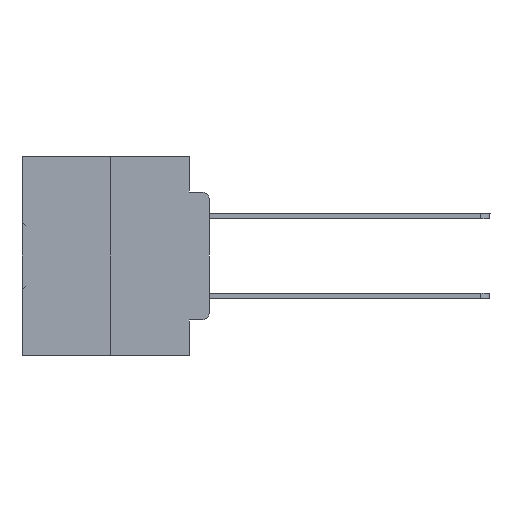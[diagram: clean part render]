
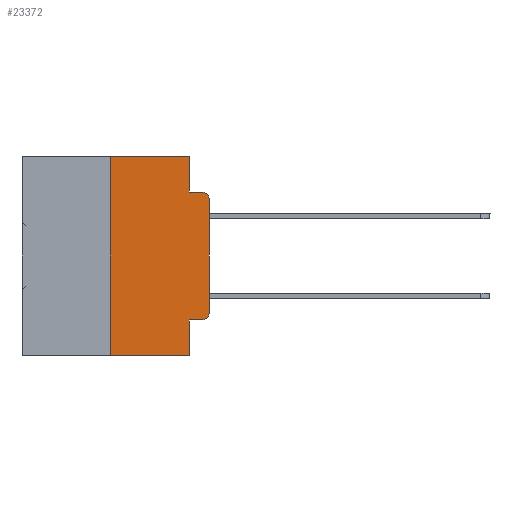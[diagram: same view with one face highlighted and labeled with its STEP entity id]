
A CAD part, left-side view. The second image highlights one B-rep face of the part: STEP entity #23372.
In plain terms, the highlighted planar face has unit normal (-1, 0, 0).
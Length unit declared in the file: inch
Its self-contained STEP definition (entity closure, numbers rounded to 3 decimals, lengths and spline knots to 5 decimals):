
#339 = CARTESIAN_POINT ( 'NONE',  ( 0., 0.051, -0.0885 ) ) ;
#971 = CARTESIAN_POINT ( 'NONE',  ( 0., 0.051, -0.0885 ) ) ;
#1009 = EDGE_CURVE ( 'NONE', #18435, #1668, #2800, .T. ) ;
#1402 = DIRECTION ( 'NONE',  ( -1., 0., 0. ) ) ;
#1576 = CARTESIAN_POINT ( 'NONE',  ( 0., 0.051, -0.4115 ) ) ;
#1668 = VERTEX_POINT ( 'NONE', #20062 ) ;
#1708 = DIRECTION ( 'NONE',  ( 0., 0., -1. ) ) ;
#2124 = CARTESIAN_POINT ( 'NONE',  ( 0., 0.473, 0. ) ) ;
#2440 = DIRECTION ( 'NONE',  ( 0., 0., 1. ) ) ;
#2800 = LINE ( 'NONE', #19101, #14742 ) ;
#3436 = ORIENTED_EDGE ( 'NONE', *, *, #27190, .F. ) ;
#3767 = VERTEX_POINT ( 'NONE', #971 ) ;
#4237 = DIRECTION ( 'NONE',  ( 1., 0., 0. ) ) ;
#4506 = LINE ( 'NONE', #13210, #19108 ) ;
#4567 = CARTESIAN_POINT ( 'NONE',  ( 0., 0.02, -0.3915 ) ) ;
#4920 = DIRECTION ( 'NONE',  ( -1., 0., 0. ) ) ;
#5314 = ORIENTED_EDGE ( 'NONE', *, *, #1009, .F. ) ;
#6019 = VECTOR ( 'NONE', #32393, 39.37008 ) ;
#6511 = ORIENTED_EDGE ( 'NONE', *, *, #7990, .T. ) ;
#7060 = CIRCLE ( 'NONE', #19218, 0.02 ) ;
#7124 = PLANE ( 'NONE',  #26820 ) ;
#7125 = DIRECTION ( 'NONE',  ( 0., 0., 1. ) ) ;
#7262 = CIRCLE ( 'NONE', #23439, 0.02 ) ;
#7990 = EDGE_CURVE ( 'NONE', #35158, #14091, #28786, .T. ) ;
#8083 = DIRECTION ( 'NONE',  ( 0., -1., 0. ) ) ;
#8247 = CARTESIAN_POINT ( 'NONE',  ( 0., 0.02, -0.0885 ) ) ;
#8773 = ORIENTED_EDGE ( 'NONE', *, *, #34125, .T. ) ;
#8851 = LINE ( 'NONE', #339, #10212 ) ;
#9423 = EDGE_CURVE ( 'NONE', #10979, #3767, #4506, .T. ) ;
#10052 = EDGE_CURVE ( 'NONE', #25262, #33730, #23611, .T. ) ;
#10127 = CARTESIAN_POINT ( 'NONE',  ( 0., 0.051, -0.4115 ) ) ;
#10212 = VECTOR ( 'NONE', #19724, 39.37008 ) ;
#10586 = ORIENTED_EDGE ( 'NONE', *, *, #10052, .T. ) ;
#10679 = CARTESIAN_POINT ( 'NONE',  ( 0., 0.051, -0.5 ) ) ;
#10979 = VERTEX_POINT ( 'NONE', #20992 ) ;
#11478 = EDGE_CURVE ( 'NONE', #33730, #17148, #7060, .T. ) ;
#11600 = ORIENTED_EDGE ( 'NONE', *, *, #17934, .T. ) ;
#12625 = DIRECTION ( 'NONE',  ( 0., 0., -1. ) ) ;
#13210 = CARTESIAN_POINT ( 'NONE',  ( 0., 0.051, 0. ) ) ;
#14069 = ORIENTED_EDGE ( 'NONE', *, *, #30680, .F. ) ;
#14091 = VERTEX_POINT ( 'NONE', #31845 ) ;
#14742 = VECTOR ( 'NONE', #2440, 39.37008 ) ;
#15574 = EDGE_LOOP ( 'NONE', ( #10586, #25872, #3436, #17347, #14069, #5314, #8773, #28407, #6511, #11600 ) ) ;
#15655 = EDGE_CURVE ( 'NONE', #35158, #19366, #15669, .T. ) ;
#15669 = LINE ( 'NONE', #26733, #27462 ) ;
#17148 = VERTEX_POINT ( 'NONE', #8247 ) ;
#17271 = VECTOR ( 'NONE', #21186, 39.37008 ) ;
#17347 = ORIENTED_EDGE ( 'NONE', *, *, #9423, .F. ) ;
#17934 = EDGE_CURVE ( 'NONE', #14091, #25262, #7262, .T. ) ;
#18187 = CARTESIAN_POINT ( 'NONE',  ( 0., 0.473, 0. ) ) ;
#18435 = VERTEX_POINT ( 'NONE', #26444 ) ;
#18552 = FACE_OUTER_BOUND ( 'NONE', #15574, .T. ) ;
#19101 = CARTESIAN_POINT ( 'NONE',  ( 0., 0.25, 0. ) ) ;
#19108 = VECTOR ( 'NONE', #27157, 39.37008 ) ;
#19218 = AXIS2_PLACEMENT_3D ( 'NONE', #26385, #1402, #12625 ) ;
#19366 = VERTEX_POINT ( 'NONE', #10679 ) ;
#19530 = CARTESIAN_POINT ( 'NONE',  ( 0., 0., -0.1085 ) ) ;
#19724 = DIRECTION ( 'NONE',  ( 0., -1., 0. ) ) ;
#20062 = CARTESIAN_POINT ( 'NONE',  ( 0., 0.25, 0. ) ) ;
#20754 = VECTOR ( 'NONE', #8083, 39.37008 ) ;
#20992 = CARTESIAN_POINT ( 'NONE',  ( 0., 0.051, 0. ) ) ;
#21119 = DIRECTION ( 'NONE',  ( 0., 0., -1. ) ) ;
#21186 = DIRECTION ( 'NONE',  ( 0., -1., 0. ) ) ;
#21329 = CARTESIAN_POINT ( 'NONE',  ( 0., 0.473, -0.5 ) ) ;
#23372 = ADVANCED_FACE ( 'NONE', ( #18552 ), #7124, .F. ) ;
#23439 = AXIS2_PLACEMENT_3D ( 'NONE', #4567, #4920, #26658 ) ;
#23611 = LINE ( 'NONE', #34493, #33607 ) ;
#25262 = VERTEX_POINT ( 'NONE', #30280 ) ;
#25872 = ORIENTED_EDGE ( 'NONE', *, *, #11478, .T. ) ;
#26385 = CARTESIAN_POINT ( 'NONE',  ( 0., 0.02, -0.1085 ) ) ;
#26444 = CARTESIAN_POINT ( 'NONE',  ( 0., 0.25, -0.5 ) ) ;
#26658 = DIRECTION ( 'NONE',  ( 0., 0., -1. ) ) ;
#26733 = CARTESIAN_POINT ( 'NONE',  ( 0., 0.051, 0. ) ) ;
#26820 = AXIS2_PLACEMENT_3D ( 'NONE', #18187, #4237, #1708 ) ;
#27157 = DIRECTION ( 'NONE',  ( 0., 0., -1. ) ) ;
#27190 = EDGE_CURVE ( 'NONE', #3767, #17148, #8851, .T. ) ;
#27462 = VECTOR ( 'NONE', #21119, 39.37008 ) ;
#28407 = ORIENTED_EDGE ( 'NONE', *, *, #15655, .F. ) ;
#28786 = LINE ( 'NONE', #10127, #17271 ) ;
#30280 = CARTESIAN_POINT ( 'NONE',  ( 0., 0., -0.3915 ) ) ;
#30680 = EDGE_CURVE ( 'NONE', #1668, #10979, #32921, .T. ) ;
#31845 = CARTESIAN_POINT ( 'NONE',  ( 0., 0.02, -0.4115 ) ) ;
#32010 = LINE ( 'NONE', #21329, #6019 ) ;
#32393 = DIRECTION ( 'NONE',  ( 0., -1., 0. ) ) ;
#32921 = LINE ( 'NONE', #2124, #20754 ) ;
#33607 = VECTOR ( 'NONE', #7125, 39.37008 ) ;
#33730 = VERTEX_POINT ( 'NONE', #19530 ) ;
#34125 = EDGE_CURVE ( 'NONE', #18435, #19366, #32010, .T. ) ;
#34493 = CARTESIAN_POINT ( 'NONE',  ( 0., 0., 0. ) ) ;
#35158 = VERTEX_POINT ( 'NONE', #1576 ) ;
